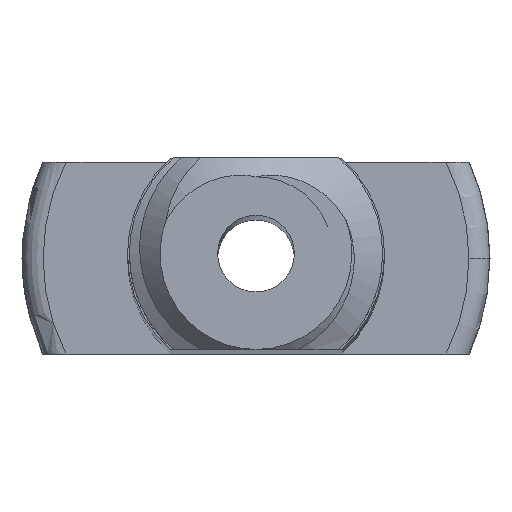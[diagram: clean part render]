
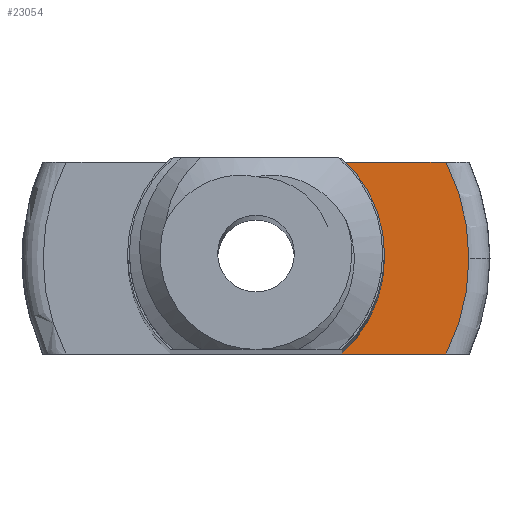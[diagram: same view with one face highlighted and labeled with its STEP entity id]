
A CAD part, top view. The second image highlights one B-rep face of the part: STEP entity #23054.
In plain terms, the highlighted planar face has unit normal (0, 0, 1).
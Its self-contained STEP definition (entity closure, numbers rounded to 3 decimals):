
#5449 = PLANE('',#5450);
#5450 = AXIS2_PLACEMENT_3D('',#5451,#5452,#5453);
#5451 = CARTESIAN_POINT('',(-12.5,-2.5,200.));
#5452 = DIRECTION('',(0.,1.,0.));
#5453 = DIRECTION('',(-1.,0.,0.));
#6238 = PLANE('',#6239);
#6239 = AXIS2_PLACEMENT_3D('',#6240,#6241,#6242);
#6240 = CARTESIAN_POINT('',(-12.5,2.5,200.));
#6241 = DIRECTION('',(0.,-1.,0.));
#6242 = DIRECTION('',(1.,0.,0.));
#8613 = VERTEX_POINT('',#8614);
#8614 = CARTESIAN_POINT('',(4.955,-2.5,0.));
#8666 = TOROIDAL_SURFACE('',#8667,5.55,0.55);
#8667 = AXIS2_PLACEMENT_3D('',#8668,#8669,#8670);
#8668 = CARTESIAN_POINT('',(0.,0.,-0.55)
  );
#8669 = DIRECTION('',(0.,0.,1.));
#8670 = DIRECTION('',(1.,0.,0.));
#8697 = EDGE_CURVE('',#8698,#8613,#8700,.T.);
#8698 = VERTEX_POINT('',#8699);
#8699 = CARTESIAN_POINT('',(2.23,-2.5,0.));
#8700 = SURFACE_CURVE('',#8701,(#8705,#8712),.PCURVE_S1.);
#8701 = LINE('',#8702,#8703);
#8702 = CARTESIAN_POINT('',(-6.25,-2.5,0.));
#8703 = VECTOR('',#8704,1.);
#8704 = DIRECTION('',(1.,0.,0.));
#8705 = PCURVE('',#5449,#8706);
#8706 = DEFINITIONAL_REPRESENTATION('',(#8707),#8711);
#8707 = LINE('',#8708,#8709);
#8708 = CARTESIAN_POINT('',(-6.25,-200.));
#8709 = VECTOR('',#8710,1.);
#8710 = DIRECTION('',(-1.,0.));
#8711 = ( GEOMETRIC_REPRESENTATION_CONTEXT(2) 
PARAMETRIC_REPRESENTATION_CONTEXT() REPRESENTATION_CONTEXT('2D SPACE',''
  ) );
#8712 = PCURVE('',#8713,#8718);
#8713 = PLANE('',#8714);
#8714 = AXIS2_PLACEMENT_3D('',#8715,#8716,#8717);
#8715 = CARTESIAN_POINT('',(0.,0.,
    0.));
#8716 = DIRECTION('',(0.,0.,-1.));
#8717 = DIRECTION('',(1.,0.,0.));
#8718 = DEFINITIONAL_REPRESENTATION('',(#8719),#8723);
#8719 = LINE('',#8720,#8721);
#8720 = CARTESIAN_POINT('',(-6.25,2.5));
#8721 = VECTOR('',#8722,1.);
#8722 = DIRECTION('',(1.,0.));
#8723 = ( GEOMETRIC_REPRESENTATION_CONTEXT(2) 
PARAMETRIC_REPRESENTATION_CONTEXT() REPRESENTATION_CONTEXT('2D SPACE',''
  ) );
#8741 = CYLINDRICAL_SURFACE('',#8742,3.35);
#8742 = AXIS2_PLACEMENT_3D('',#8743,#8744,#8745);
#8743 = CARTESIAN_POINT('',(0.,0.,61.1
    ));
#8744 = DIRECTION('',(0.,0.,-1.));
#8745 = DIRECTION('',(1.,0.,0.));
#20376 = TOROIDAL_SURFACE('',#20377,5.55,0.55);
#20377 = AXIS2_PLACEMENT_3D('',#20378,#20379,#20380);
#20378 = CARTESIAN_POINT('',(0.,0.,-0.55
    ));
#20379 = DIRECTION('',(0.,0.,1.));
#20380 = DIRECTION('',(1.,0.,0.));
#22080 = VERTEX_POINT('',#22081);
#22081 = CARTESIAN_POINT('',(4.955,2.5,0.));
#22159 = EDGE_CURVE('',#22160,#22080,#22162,.T.);
#22160 = VERTEX_POINT('',#22161);
#22161 = CARTESIAN_POINT('',(2.23,2.5,0.));
#22162 = SURFACE_CURVE('',#22163,(#22167,#22174),.PCURVE_S1.);
#22163 = LINE('',#22164,#22165);
#22164 = CARTESIAN_POINT('',(-6.25,2.5,0.));
#22165 = VECTOR('',#22166,1.);
#22166 = DIRECTION('',(1.,0.,0.));
#22167 = PCURVE('',#6238,#22168);
#22168 = DEFINITIONAL_REPRESENTATION('',(#22169),#22173);
#22169 = LINE('',#22170,#22171);
#22170 = CARTESIAN_POINT('',(6.25,-200.));
#22171 = VECTOR('',#22172,1.);
#22172 = DIRECTION('',(1.,0.));
#22173 = ( GEOMETRIC_REPRESENTATION_CONTEXT(2) 
PARAMETRIC_REPRESENTATION_CONTEXT() REPRESENTATION_CONTEXT('2D SPACE',''
  ) );
#22174 = PCURVE('',#8713,#22175);
#22175 = DEFINITIONAL_REPRESENTATION('',(#22176),#22180);
#22176 = LINE('',#22177,#22178);
#22177 = CARTESIAN_POINT('',(-6.25,-2.5));
#22178 = VECTOR('',#22179,1.);
#22179 = DIRECTION('',(1.,0.));
#22180 = ( GEOMETRIC_REPRESENTATION_CONTEXT(2) 
PARAMETRIC_REPRESENTATION_CONTEXT() REPRESENTATION_CONTEXT('2D SPACE',''
  ) );
#22196 = CYLINDRICAL_SURFACE('',#22197,3.35);
#22197 = AXIS2_PLACEMENT_3D('',#22198,#22199,#22200);
#22198 = CARTESIAN_POINT('',(0.,0.,
    61.1));
#22199 = DIRECTION('',(0.,0.,-1.));
#22200 = DIRECTION('',(1.,0.,0.));
#22981 = VERTEX_POINT('',#22982);
#22982 = CARTESIAN_POINT('',(3.35,0.,0.
    ));
#23005 = EDGE_CURVE('',#22981,#8698,#23006,.T.);
#23006 = SURFACE_CURVE('',#23007,(#23012,#23019),.PCURVE_S1.);
#23007 = CIRCLE('',#23008,3.35);
#23008 = AXIS2_PLACEMENT_3D('',#23009,#23010,#23011);
#23009 = CARTESIAN_POINT('',(0.,0.,
    0.));
#23010 = DIRECTION('',(0.,0.,-1.));
#23011 = DIRECTION('',(1.,0.,0.));
#23012 = PCURVE('',#8741,#23013);
#23013 = DEFINITIONAL_REPRESENTATION('',(#23014),#23018);
#23014 = LINE('',#23015,#23016);
#23015 = CARTESIAN_POINT('',(0.,61.1));
#23016 = VECTOR('',#23017,1.);
#23017 = DIRECTION('',(1.,0.));
#23018 = ( GEOMETRIC_REPRESENTATION_CONTEXT(2) 
PARAMETRIC_REPRESENTATION_CONTEXT() REPRESENTATION_CONTEXT('2D SPACE',''
  ) );
#23019 = PCURVE('',#8713,#23020);
#23020 = DEFINITIONAL_REPRESENTATION('',(#23021),#23025);
#23021 = CIRCLE('',#23022,3.35);
#23022 = AXIS2_PLACEMENT_2D('',#23023,#23024);
#23023 = CARTESIAN_POINT('',(0.,0.));
#23024 = DIRECTION('',(1.,0.));
#23025 = ( GEOMETRIC_REPRESENTATION_CONTEXT(2) 
PARAMETRIC_REPRESENTATION_CONTEXT() REPRESENTATION_CONTEXT('2D SPACE',''
  ) );
#23054 = ADVANCED_FACE('',(#23055),#8713,.F.);
#23055 = FACE_BOUND('',#23056,.T.);
#23056 = EDGE_LOOP('',(#23057,#23058,#23080,#23081,#23082,#23106));
#23057 = ORIENTED_EDGE('',*,*,#22159,.F.);
#23058 = ORIENTED_EDGE('',*,*,#23059,.T.);
#23059 = EDGE_CURVE('',#22160,#22981,#23060,.T.);
#23060 = SURFACE_CURVE('',#23061,(#23066,#23073),.PCURVE_S1.);
#23061 = CIRCLE('',#23062,3.35);
#23062 = AXIS2_PLACEMENT_3D('',#23063,#23064,#23065);
#23063 = CARTESIAN_POINT('',(0.,0.,
    0.));
#23064 = DIRECTION('',(0.,0.,-1.));
#23065 = DIRECTION('',(1.,0.,0.));
#23066 = PCURVE('',#8713,#23067);
#23067 = DEFINITIONAL_REPRESENTATION('',(#23068),#23072);
#23068 = CIRCLE('',#23069,3.35);
#23069 = AXIS2_PLACEMENT_2D('',#23070,#23071);
#23070 = CARTESIAN_POINT('',(0.,0.));
#23071 = DIRECTION('',(1.,0.));
#23072 = ( GEOMETRIC_REPRESENTATION_CONTEXT(2) 
PARAMETRIC_REPRESENTATION_CONTEXT() REPRESENTATION_CONTEXT('2D SPACE',''
  ) );
#23073 = PCURVE('',#22196,#23074);
#23074 = DEFINITIONAL_REPRESENTATION('',(#23075),#23079);
#23075 = LINE('',#23076,#23077);
#23076 = CARTESIAN_POINT('',(0.,61.1));
#23077 = VECTOR('',#23078,1.);
#23078 = DIRECTION('',(1.,0.));
#23079 = ( GEOMETRIC_REPRESENTATION_CONTEXT(2) 
PARAMETRIC_REPRESENTATION_CONTEXT() REPRESENTATION_CONTEXT('2D SPACE',''
  ) );
#23080 = ORIENTED_EDGE('',*,*,#23005,.T.);
#23081 = ORIENTED_EDGE('',*,*,#8697,.T.);
#23082 = ORIENTED_EDGE('',*,*,#23083,.F.);
#23083 = EDGE_CURVE('',#23084,#8613,#23086,.T.);
#23084 = VERTEX_POINT('',#23085);
#23085 = CARTESIAN_POINT('',(5.55,0.,0.
    ));
#23086 = SURFACE_CURVE('',#23087,(#23092,#23099),.PCURVE_S1.);
#23087 = CIRCLE('',#23088,5.55);
#23088 = AXIS2_PLACEMENT_3D('',#23089,#23090,#23091);
#23089 = CARTESIAN_POINT('',(0.,0.,
    0.));
#23090 = DIRECTION('',(0.,0.,-1.));
#23091 = DIRECTION('',(1.,0.,0.));
#23092 = PCURVE('',#8713,#23093);
#23093 = DEFINITIONAL_REPRESENTATION('',(#23094),#23098);
#23094 = CIRCLE('',#23095,5.55);
#23095 = AXIS2_PLACEMENT_2D('',#23096,#23097);
#23096 = CARTESIAN_POINT('',(0.,0.));
#23097 = DIRECTION('',(1.,0.));
#23098 = ( GEOMETRIC_REPRESENTATION_CONTEXT(2) 
PARAMETRIC_REPRESENTATION_CONTEXT() REPRESENTATION_CONTEXT('2D SPACE',''
  ) );
#23099 = PCURVE('',#8666,#23100);
#23100 = DEFINITIONAL_REPRESENTATION('',(#23101),#23105);
#23101 = LINE('',#23102,#23103);
#23102 = CARTESIAN_POINT('',(-0.,7.854));
#23103 = VECTOR('',#23104,1.);
#23104 = DIRECTION('',(-1.,0.));
#23105 = ( GEOMETRIC_REPRESENTATION_CONTEXT(2) 
PARAMETRIC_REPRESENTATION_CONTEXT() REPRESENTATION_CONTEXT('2D SPACE',''
  ) );
#23106 = ORIENTED_EDGE('',*,*,#23107,.F.);
#23107 = EDGE_CURVE('',#22080,#23084,#23108,.T.);
#23108 = SURFACE_CURVE('',#23109,(#23114,#23121),.PCURVE_S1.);
#23109 = CIRCLE('',#23110,5.55);
#23110 = AXIS2_PLACEMENT_3D('',#23111,#23112,#23113);
#23111 = CARTESIAN_POINT('',(0.,0.,
    0.));
#23112 = DIRECTION('',(0.,0.,-1.));
#23113 = DIRECTION('',(1.,0.,0.));
#23114 = PCURVE('',#8713,#23115);
#23115 = DEFINITIONAL_REPRESENTATION('',(#23116),#23120);
#23116 = CIRCLE('',#23117,5.55);
#23117 = AXIS2_PLACEMENT_2D('',#23118,#23119);
#23118 = CARTESIAN_POINT('',(0.,0.));
#23119 = DIRECTION('',(1.,0.));
#23120 = ( GEOMETRIC_REPRESENTATION_CONTEXT(2) 
PARAMETRIC_REPRESENTATION_CONTEXT() REPRESENTATION_CONTEXT('2D SPACE',''
  ) );
#23121 = PCURVE('',#20376,#23122);
#23122 = DEFINITIONAL_REPRESENTATION('',(#23123),#23127);
#23123 = LINE('',#23124,#23125);
#23124 = CARTESIAN_POINT('',(-0.,7.854));
#23125 = VECTOR('',#23126,1.);
#23126 = DIRECTION('',(-1.,0.));
#23127 = ( GEOMETRIC_REPRESENTATION_CONTEXT(2) 
PARAMETRIC_REPRESENTATION_CONTEXT() REPRESENTATION_CONTEXT('2D SPACE',''
  ) );
